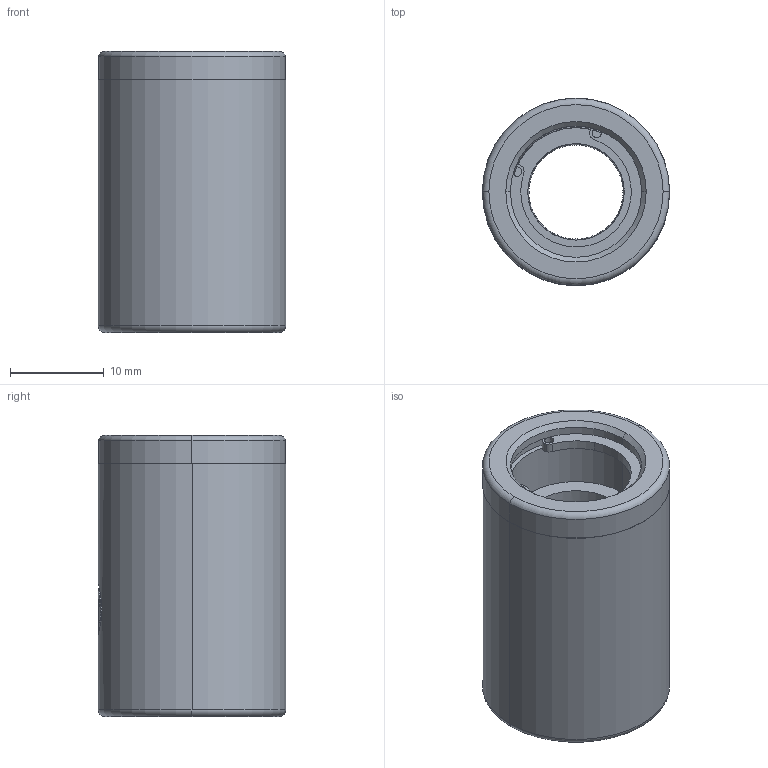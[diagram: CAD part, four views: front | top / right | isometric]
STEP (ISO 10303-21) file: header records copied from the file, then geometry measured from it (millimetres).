
FILE_DESCRIPTION (( 'STEP AP214' ), '1' );
FILE_NAME ('GBBL-D20-d10-L30.STEP', '2021-08-06T08:34:41', ( 'User' ), ( 'china' ), 'SwSTEP 2.0', 'SolidWorks 2016', '' );
FILE_SCHEMA (( 'AUTOMOTIVE_DESIGN' ));
Length unit declared in the file: millimetre
Products named in the file (7): GBBL-D20-d10-L30; GBBL-D20-L30; GBBL囀縐-D14.8; BSH紩杶-d10-L20; 紩-D2; SGBBL囀縐-D14.8
Assembly tree (69 placements, depth 3):
  GBBL-D20-d10-L30
    GBBL-D20-L30
    SGBBL囀縐-D14.8
    BSH紩杶-d10-L20
      BSH紩杶-d10-L20
      紩-D2  x64
    GBBL囀縐-D14.8
Bounding box: 20 x 20 x 30 mm (x, y, z)
Volume: 6000 mm3; surface area: 6887.6 mm2
Topology: 68 solids, 68 shells, 341 faces, 1402 edges, 932 vertices
Faces by surface type: sphere 256, cylinder 56, plane 21, cone 4, torus 4
Entity records: 11606 total; most frequent: CARTESIAN_POINT 5272, ORIENTED_EDGE 1272, DIRECTION 1134, EDGE_CURVE 636, AXIS2_PLACEMENT_3D 522, VERTEX_POINT 422, EDGE_LOOP 346, B_SPLINE_CURVE_WITH_KNOTS 308
